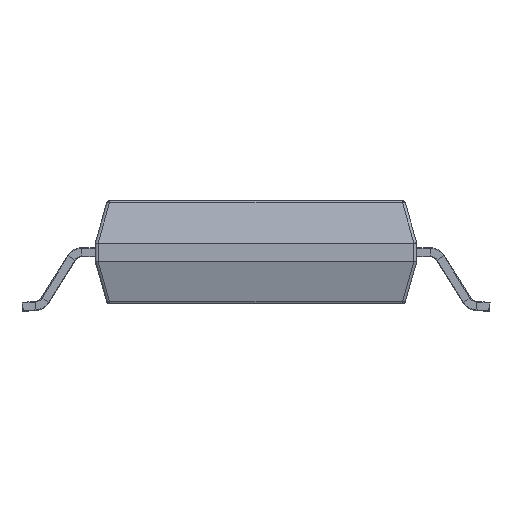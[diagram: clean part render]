
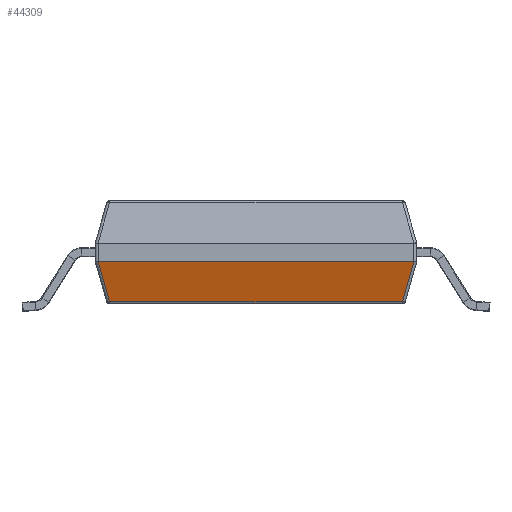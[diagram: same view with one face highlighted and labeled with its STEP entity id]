
A CAD part, front view. The second image highlights one B-rep face of the part: STEP entity #44309.
In plain terms, the highlighted planar face has unit normal (0, -0.962, -0.275).
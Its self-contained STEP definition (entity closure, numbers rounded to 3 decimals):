
#932 = LINE ( 'NONE', #9522, #18344 ) ;
#1433 = ORIENTED_EDGE ( 'NONE', *, *, #98665, .T. ) ;
#1922 = DIRECTION ( 'NONE',  ( 1., 0., 0. ) ) ;
#3705 = CARTESIAN_POINT ( 'NONE',  ( -2.6, -6.4, 0.75 ) ) ;
#4284 = VERTEX_POINT ( 'NONE', #54359 ) ;
#4764 = LINE ( 'NONE', #111224, #96019 ) ;
#9522 = CARTESIAN_POINT ( 'NONE',  ( -2.605, -6.403, 0.762 ) ) ;
#15989 = VERTEX_POINT ( 'NONE', #90522 ) ;
#16486 =( BOUNDED_CURVE ( )  B_SPLINE_CURVE ( 3, ( #82047, #99397, #31143, #20221 ),
 .UNSPECIFIED., .F., .F. ) 
 B_SPLINE_CURVE_WITH_KNOTS ( ( 4, 4 ),
 ( 3.142, 3.179 ),
 .UNSPECIFIED. ) 
 CURVE ( )  GEOMETRIC_REPRESENTATION_ITEM ( )  RATIONAL_B_SPLINE_CURVE ( ( 1., 1., 1., 1. ) ) 
 REPRESENTATION_ITEM ( '' )  );
#18344 = VECTOR ( 'NONE', #106698, 1000. ) ;
#19209 = CARTESIAN_POINT ( 'NONE',  ( -2.412, -6.21, 0.086 ) ) ;
#20020 = DIRECTION ( 'NONE',  ( 0.265, -0.265, 0.927 ) ) ;
#20221 = CARTESIAN_POINT ( 'NONE',  ( -2.602, -6.4, 0.75 ) ) ;
#27344 = CARTESIAN_POINT ( 'NONE',  ( 2.412, -6.21, 0.086 ) ) ;
#29614 = CARTESIAN_POINT ( 'NONE',  ( 2.601, -6.4, 0.75 ) ) ;
#31143 = CARTESIAN_POINT ( 'NONE',  ( -2.601, -6.4, 0.75 ) ) ;
#32993 = CARTESIAN_POINT ( 'NONE',  ( 2.602, -6.4, 0.75 ) ) ;
#36661 = AXIS2_PLACEMENT_3D ( 'NONE', #45011, #86711, #113913 ) ;
#37135 = LINE ( 'NONE', #107111, #44549 ) ;
#38270 = LINE ( 'NONE', #71297, #111205 ) ;
#44309 = ADVANCED_FACE ( 'NONE', ( #51421 ), #78616, .F. ) ;
#44549 = VECTOR ( 'NONE', #80502, 1000. ) ;
#45011 = CARTESIAN_POINT ( 'NONE',  ( -2.65, -6.4, 0.75 ) ) ;
#46137 = ORIENTED_EDGE ( 'NONE', *, *, #98593, .F. ) ;
#49215 = EDGE_CURVE ( 'NONE', #4284, #97251, #932, .T. ) ;
#51421 = FACE_OUTER_BOUND ( 'NONE', #85479, .T. ) ;
#54359 = CARTESIAN_POINT ( 'NONE',  ( -2.602, -6.4, 0.75 ) ) ;
#57271 = ORIENTED_EDGE ( 'NONE', *, *, #62562, .T. ) ;
#62562 = EDGE_CURVE ( 'NONE', #104496, #4284, #16486, .T. ) ;
#64316 = CARTESIAN_POINT ( 'NONE',  ( 2.602, -6.4, 0.75 ) ) ;
#71297 = CARTESIAN_POINT ( 'NONE',  ( -2.65, -6.4, 0.75 ) ) ;
#77062 = ORIENTED_EDGE ( 'NONE', *, *, #98658, .T. ) ;
#78616 = PLANE ( 'NONE',  #36661 ) ;
#80502 = DIRECTION ( 'NONE',  ( 1., 0., 0. ) ) ;
#82047 = CARTESIAN_POINT ( 'NONE',  ( -2.6, -6.4, 0.75 ) ) ;
#83171 = VERTEX_POINT ( 'NONE', #32993 ) ;
#85479 = EDGE_LOOP ( 'NONE', ( #46137, #57271, #106211, #77062, #85994, #1433 ) ) ;
#85994 = ORIENTED_EDGE ( 'NONE', *, *, #111430, .T. ) ;
#86711 = DIRECTION ( 'NONE',  ( 0., 0.962, 0.275 ) ) ;
#86725 =( BOUNDED_CURVE ( )  B_SPLINE_CURVE ( 3, ( #64316, #29614, #108260, #97873 ),
 .UNSPECIFIED., .F., .F. ) 
 B_SPLINE_CURVE_WITH_KNOTS ( ( 4, 4 ),
 ( 3.104, 3.142 ),
 .UNSPECIFIED. ) 
 CURVE ( )  GEOMETRIC_REPRESENTATION_ITEM ( )  RATIONAL_B_SPLINE_CURVE ( ( 1., 1., 1., 1. ) ) 
 REPRESENTATION_ITEM ( '' )  );
#88060 = VERTEX_POINT ( 'NONE', #27344 ) ;
#90522 = CARTESIAN_POINT ( 'NONE',  ( 2.6, -6.4, 0.75 ) ) ;
#96019 = VECTOR ( 'NONE', #20020, 1000. ) ;
#97251 = VERTEX_POINT ( 'NONE', #19209 ) ;
#97873 = CARTESIAN_POINT ( 'NONE',  ( 2.6, -6.4, 0.75 ) ) ;
#98593 = EDGE_CURVE ( 'NONE', #104496, #15989, #38270, .T. ) ;
#98658 = EDGE_CURVE ( 'NONE', #97251, #88060, #37135, .T. ) ;
#98665 = EDGE_CURVE ( 'NONE', #83171, #15989, #86725, .T. ) ;
#99397 = CARTESIAN_POINT ( 'NONE',  ( -2.601, -6.4, 0.75 ) ) ;
#104496 = VERTEX_POINT ( 'NONE', #3705 ) ;
#106211 = ORIENTED_EDGE ( 'NONE', *, *, #49215, .T. ) ;
#106698 = DIRECTION ( 'NONE',  ( 0.265, 0.265, -0.927 ) ) ;
#107111 = CARTESIAN_POINT ( 'NONE',  ( 2.45, -6.21, 0.086 ) ) ;
#108260 = CARTESIAN_POINT ( 'NONE',  ( 2.601, -6.4, 0.75 ) ) ;
#111205 = VECTOR ( 'NONE', #1922, 1000. ) ;
#111224 = CARTESIAN_POINT ( 'NONE',  ( 2.233, -6.031, -0.54 ) ) ;
#111430 = EDGE_CURVE ( 'NONE', #88060, #83171, #4764, .T. ) ;
#113913 = DIRECTION ( 'NONE',  ( 1., 0., 0. ) ) ;
